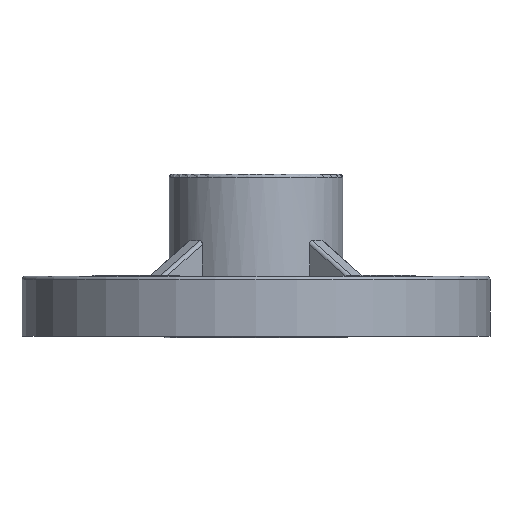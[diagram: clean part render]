
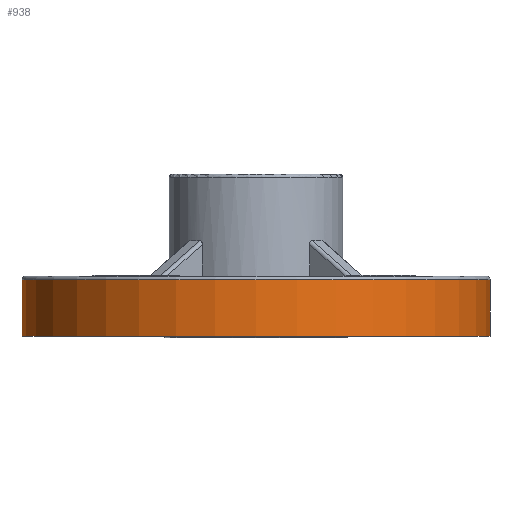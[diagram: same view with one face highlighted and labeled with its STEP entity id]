
A CAD part, front view. The second image highlights one B-rep face of the part: STEP entity #938.
In plain terms, the highlighted cylindrical face has radius 70.25 mm (diameter 140.5 mm), a full revolution.
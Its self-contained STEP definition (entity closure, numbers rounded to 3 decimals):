
#803=CYLINDRICAL_SURFACE('',#10857,70.25);
#938=ADVANCED_FACE('',(#2434,#2435),#803,.T.);
#2434=FACE_BOUND('',#2617,.T.);
#2435=FACE_BOUND('',#2618,.T.);
#2617=EDGE_LOOP('',(#4095));
#2618=EDGE_LOOP('',(#4096));
#3307=CIRCLE('',#10855,70.25);
#3308=CIRCLE('',#10856,70.25);
#4095=ORIENTED_EDGE('',*,*,#8027,.T.);
#4096=ORIENTED_EDGE('',*,*,#8028,.T.);
#6968=VERTEX_POINT('',#15786);
#6969=VERTEX_POINT('',#15788);
#8027=EDGE_CURVE('',#6968,#6968,#3307,.T.);
#8028=EDGE_CURVE('',#6969,#6969,#3308,.T.);
#10855=AXIS2_PLACEMENT_3D('',#15785,#11996,#11997);
#10856=AXIS2_PLACEMENT_3D('',#15787,#11998,#11999);
#10857=AXIS2_PLACEMENT_3D('',#15789,#12000,#12001);
#11996=DIRECTION('',(0.,0.,-1.));
#11997=DIRECTION('',(1.,0.,0.));
#11998=DIRECTION('',(0.,0.,1.));
#11999=DIRECTION('',(1.,0.,0.));
#12000=DIRECTION('',(0.,0.,1.));
#12001=DIRECTION('',(-1.,0.,0.));
#15785=CARTESIAN_POINT('',(151.,-390.,17.));
#15786=CARTESIAN_POINT('',(221.25,-390.,17.));
#15787=CARTESIAN_POINT('',(151.,-390.,0.));
#15788=CARTESIAN_POINT('',(221.25,-390.,0.));
#15789=CARTESIAN_POINT('',(151.,-390.,0.));
